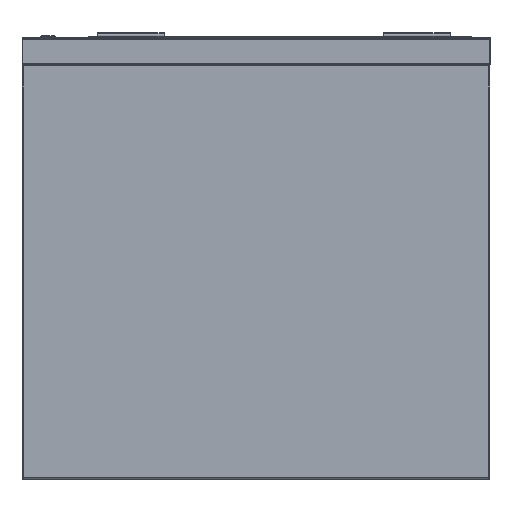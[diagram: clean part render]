
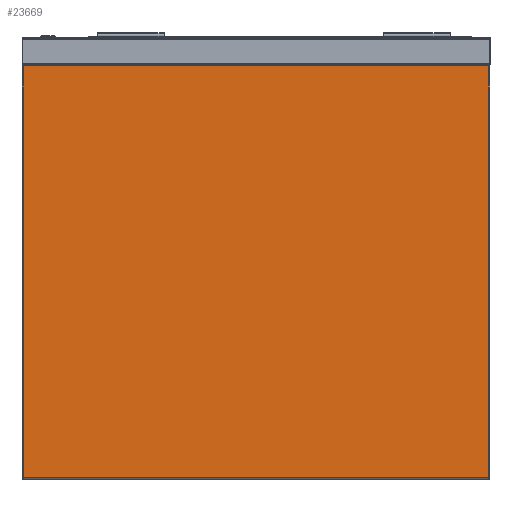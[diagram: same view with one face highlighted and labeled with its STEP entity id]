
A CAD part, left-side view. The second image highlights one B-rep face of the part: STEP entity #23669.
In plain terms, the highlighted planar face has unit normal (-1, 0, 0).
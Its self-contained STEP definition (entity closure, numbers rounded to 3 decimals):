
#857 = VERTEX_POINT ( 'NONE', #14742 ) ;
#1307 = DIRECTION ( 'NONE',  ( 0., -1., 0. ) ) ;
#1865 = EDGE_CURVE ( 'NONE', #20792, #31924, #3800, .T. ) ;
#3196 = EDGE_LOOP ( 'NONE', ( #34080, #3249, #27513, #14321 ) ) ;
#3249 = ORIENTED_EDGE ( 'NONE', *, *, #28242, .T. ) ;
#3800 = LINE ( 'NONE', #17904, #19133 ) ;
#7163 = DIRECTION ( 'NONE',  ( 0., 1., 0. ) ) ;
#9650 = VECTOR ( 'NONE', #15285, 1000. ) ;
#10539 = LINE ( 'NONE', #18927, #9650 ) ;
#11503 = CARTESIAN_POINT ( 'NONE',  ( -440., -348., -658. ) ) ;
#12068 = DIRECTION ( 'NONE',  ( 0., 0., 1. ) ) ;
#12732 = EDGE_CURVE ( 'NONE', #35377, #20792, #10539, .T. ) ;
#14321 = ORIENTED_EDGE ( 'NONE', *, *, #12732, .T. ) ;
#14742 = CARTESIAN_POINT ( 'NONE',  ( -440., 348., -42. ) ) ;
#15285 = DIRECTION ( 'NONE',  ( 0., -1., 0. ) ) ;
#15565 = LINE ( 'NONE', #23966, #23747 ) ;
#15910 = PLANE ( 'NONE',  #31653 ) ;
#17784 = VECTOR ( 'NONE', #34611, 1000. ) ;
#17904 = CARTESIAN_POINT ( 'NONE',  ( -440., -348., -660. ) ) ;
#18927 = CARTESIAN_POINT ( 'NONE',  ( -440., -350., -658. ) ) ;
#19133 = VECTOR ( 'NONE', #12068, 1000. ) ;
#20063 = LINE ( 'NONE', #20610, #17784 ) ;
#20610 = CARTESIAN_POINT ( 'NONE',  ( -440., 348., -660. ) ) ;
#20792 = VERTEX_POINT ( 'NONE', #11503 ) ;
#23669 = ADVANCED_FACE ( 'Fl�che7', ( #34868 ), #15910, .T. ) ;
#23747 = VECTOR ( 'NONE', #7163, 1000. ) ;
#23966 = CARTESIAN_POINT ( 'NONE',  ( -440., 350., -42. ) ) ;
#24095 = CARTESIAN_POINT ( 'NONE',  ( -440., -348., -42. ) ) ;
#24694 = CARTESIAN_POINT ( 'NONE',  ( -440., 348., -658. ) ) ;
#27513 = ORIENTED_EDGE ( 'NONE', *, *, #32927, .T. ) ;
#28242 = EDGE_CURVE ( 'NONE', #31924, #857, #15565, .T. ) ;
#31653 = AXIS2_PLACEMENT_3D ( 'NONE', #32298, #32476, #1307 ) ;
#31924 = VERTEX_POINT ( 'NONE', #24095 ) ;
#32298 = CARTESIAN_POINT ( 'NONE',  ( -440., -350., -660. ) ) ;
#32476 = DIRECTION ( 'NONE',  ( -1., 0., 0. ) ) ;
#32927 = EDGE_CURVE ( 'NONE', #857, #35377, #20063, .T. ) ;
#34080 = ORIENTED_EDGE ( 'NONE', *, *, #1865, .T. ) ;
#34611 = DIRECTION ( 'NONE',  ( 0., 0., -1. ) ) ;
#34868 = FACE_OUTER_BOUND ( 'NONE', #3196, .T. ) ;
#35377 = VERTEX_POINT ( 'NONE', #24694 ) ;
